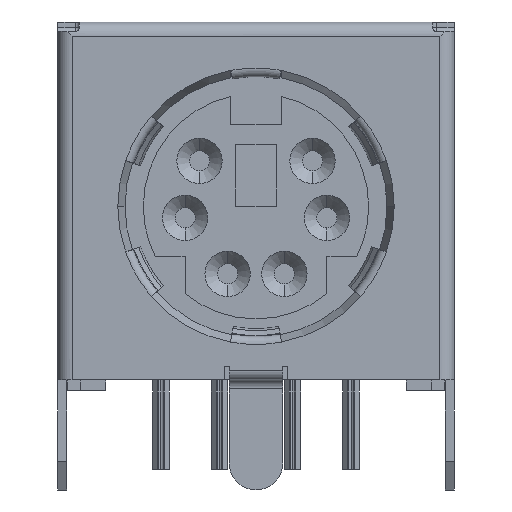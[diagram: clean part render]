
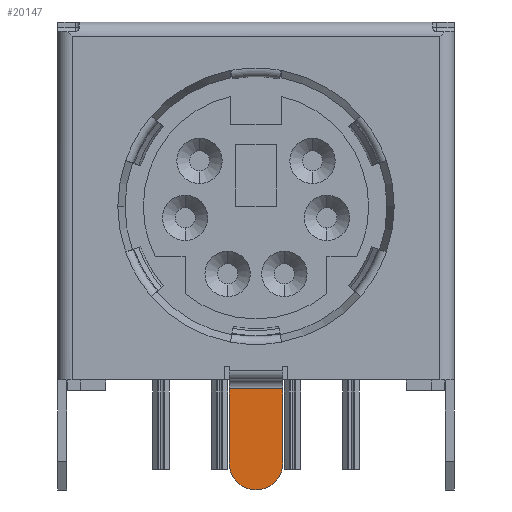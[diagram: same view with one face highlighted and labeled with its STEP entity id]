
A CAD part, front view. The second image highlights one B-rep face of the part: STEP entity #20147.
In plain terms, the highlighted planar face has unit normal (0, -1, 0).
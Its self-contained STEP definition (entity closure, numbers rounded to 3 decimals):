
#7875 = PLANE('',#7876);
#7876 = AXIS2_PLACEMENT_3D('',#7877,#7878,#7879);
#7877 = CARTESIAN_POINT('',(-0.953,-1.41,0.379));
#7878 = DIRECTION('',(-1.,0.,0.));
#7879 = DIRECTION('',(0.,-1.,0.));
#7903 = CYLINDRICAL_SURFACE('',#7904,0.32);
#7904 = AXIS2_PLACEMENT_3D('',#7905,#7906,#7907);
#7905 = CARTESIAN_POINT('',(1.007,-2.05,0.059));
#7906 = DIRECTION('',(1.,0.,0.));
#7907 = DIRECTION('',(0.,0.,1.));
#7931 = PLANE('',#7932);
#7932 = AXIS2_PLACEMENT_3D('',#7933,#7934,#7935);
#7933 = CARTESIAN_POINT('',(0.953,-1.41,-2.55));
#7934 = DIRECTION('',(1.,0.,0.));
#7935 = DIRECTION('',(0.,0.,1.));
#19863 = VERTEX_POINT('',#19864);
#19864 = CARTESIAN_POINT('',(0.953,-1.73,0.059));
#19890 = EDGE_CURVE('',#19891,#19863,#19893,.T.);
#19891 = VERTEX_POINT('',#19892);
#19892 = CARTESIAN_POINT('',(0.953,-1.73,-2.55));
#19893 = SURFACE_CURVE('',#19894,(#19898,#19905),.PCURVE_S1.);
#19894 = LINE('',#19895,#19896);
#19895 = CARTESIAN_POINT('',(0.953,-1.73,-2.55));
#19896 = VECTOR('',#19897,1.);
#19897 = DIRECTION('',(0.,0.,1.));
#19898 = PCURVE('',#7931,#19899);
#19899 = DEFINITIONAL_REPRESENTATION('',(#19900),#19904);
#19900 = LINE('',#19901,#19902);
#19901 = CARTESIAN_POINT('',(0.,0.32));
#19902 = VECTOR('',#19903,1.);
#19903 = DIRECTION('',(1.,0.));
#19904 = ( GEOMETRIC_REPRESENTATION_CONTEXT(2) 
PARAMETRIC_REPRESENTATION_CONTEXT() REPRESENTATION_CONTEXT('2D SPACE',''
  ) );
#19905 = PCURVE('',#19906,#19911);
#19906 = PLANE('',#19907);
#19907 = AXIS2_PLACEMENT_3D('',#19908,#19909,#19910);
#19908 = CARTESIAN_POINT('',(-7.,-1.73,6.505));
#19909 = DIRECTION('',(0.,-1.,0.));
#19910 = DIRECTION('',(1.,0.,0.));
#19911 = DEFINITIONAL_REPRESENTATION('',(#19912),#19916);
#19912 = LINE('',#19913,#19914);
#19913 = CARTESIAN_POINT('',(7.953,-9.055));
#19914 = VECTOR('',#19915,1.);
#19915 = DIRECTION('',(0.,1.));
#19916 = ( GEOMETRIC_REPRESENTATION_CONTEXT(2) 
PARAMETRIC_REPRESENTATION_CONTEXT() REPRESENTATION_CONTEXT('2D SPACE',''
  ) );
#19934 = CYLINDRICAL_SURFACE('',#19935,0.953);
#19935 = AXIS2_PLACEMENT_3D('',#19936,#19937,#19938);
#19936 = CARTESIAN_POINT('',(0.,-1.41,-2.55));
#19937 = DIRECTION('',(0.,1.,0.));
#19938 = DIRECTION('',(1.,0.,0.));
#20048 = VERTEX_POINT('',#20049);
#20049 = CARTESIAN_POINT('',(-0.953,-1.73,-2.55));
#20070 = EDGE_CURVE('',#20071,#20048,#20073,.T.);
#20071 = VERTEX_POINT('',#20072);
#20072 = CARTESIAN_POINT('',(-0.953,-1.73,0.059));
#20073 = SURFACE_CURVE('',#20074,(#20078,#20085),.PCURVE_S1.);
#20074 = LINE('',#20075,#20076);
#20075 = CARTESIAN_POINT('',(-0.953,-1.73,0.059));
#20076 = VECTOR('',#20077,1.);
#20077 = DIRECTION('',(0.,0.,-1.));
#20078 = PCURVE('',#7875,#20079);
#20079 = DEFINITIONAL_REPRESENTATION('',(#20080),#20084);
#20080 = LINE('',#20081,#20082);
#20081 = CARTESIAN_POINT('',(0.32,-0.32));
#20082 = VECTOR('',#20083,1.);
#20083 = DIRECTION('',(0.,-1.));
#20084 = ( GEOMETRIC_REPRESENTATION_CONTEXT(2) 
PARAMETRIC_REPRESENTATION_CONTEXT() REPRESENTATION_CONTEXT('2D SPACE',''
  ) );
#20085 = PCURVE('',#19906,#20086);
#20086 = DEFINITIONAL_REPRESENTATION('',(#20087),#20091);
#20087 = LINE('',#20088,#20089);
#20088 = CARTESIAN_POINT('',(6.048,-6.447));
#20089 = VECTOR('',#20090,1.);
#20090 = DIRECTION('',(0.,-1.));
#20091 = ( GEOMETRIC_REPRESENTATION_CONTEXT(2) 
PARAMETRIC_REPRESENTATION_CONTEXT() REPRESENTATION_CONTEXT('2D SPACE',''
  ) );
#20126 = EDGE_CURVE('',#19863,#20071,#20127,.T.);
#20127 = SURFACE_CURVE('',#20128,(#20132,#20139),.PCURVE_S1.);
#20128 = LINE('',#20129,#20130);
#20129 = CARTESIAN_POINT('',(0.953,-1.73,0.059));
#20130 = VECTOR('',#20131,1.);
#20131 = DIRECTION('',(-1.,0.,0.));
#20132 = PCURVE('',#7903,#20133);
#20133 = DEFINITIONAL_REPRESENTATION('',(#20134),#20138);
#20134 = LINE('',#20135,#20136);
#20135 = CARTESIAN_POINT('',(4.712,-0.055));
#20136 = VECTOR('',#20137,1.);
#20137 = DIRECTION('',(0.,-1.));
#20138 = ( GEOMETRIC_REPRESENTATION_CONTEXT(2) 
PARAMETRIC_REPRESENTATION_CONTEXT() REPRESENTATION_CONTEXT('2D SPACE',''
  ) );
#20139 = PCURVE('',#19906,#20140);
#20140 = DEFINITIONAL_REPRESENTATION('',(#20141),#20145);
#20141 = LINE('',#20142,#20143);
#20142 = CARTESIAN_POINT('',(7.953,-6.447));
#20143 = VECTOR('',#20144,1.);
#20144 = DIRECTION('',(-1.,0.));
#20145 = ( GEOMETRIC_REPRESENTATION_CONTEXT(2) 
PARAMETRIC_REPRESENTATION_CONTEXT() REPRESENTATION_CONTEXT('2D SPACE',''
  ) );
#20147 = ADVANCED_FACE('',(#20148),#19906,.T.);
#20148 = FACE_BOUND('',#20149,.T.);
#20149 = EDGE_LOOP('',(#20150,#20151,#20173,#20174));
#20150 = ORIENTED_EDGE('',*,*,#20070,.T.);
#20151 = ORIENTED_EDGE('',*,*,#20152,.T.);
#20152 = EDGE_CURVE('',#20048,#19891,#20153,.T.);
#20153 = SURFACE_CURVE('',#20154,(#20159,#20166),.PCURVE_S1.);
#20154 = CIRCLE('',#20155,0.953);
#20155 = AXIS2_PLACEMENT_3D('',#20156,#20157,#20158);
#20156 = CARTESIAN_POINT('',(0.,-1.73,-2.55));
#20157 = DIRECTION('',(0.,-1.,0.));
#20158 = DIRECTION('',(-1.,0.,0.));
#20159 = PCURVE('',#19906,#20160);
#20160 = DEFINITIONAL_REPRESENTATION('',(#20161),#20165);
#20161 = CIRCLE('',#20162,0.953);
#20162 = AXIS2_PLACEMENT_2D('',#20163,#20164);
#20163 = CARTESIAN_POINT('',(7.,-9.055));
#20164 = DIRECTION('',(-1.,0.));
#20165 = ( GEOMETRIC_REPRESENTATION_CONTEXT(2) 
PARAMETRIC_REPRESENTATION_CONTEXT() REPRESENTATION_CONTEXT('2D SPACE',''
  ) );
#20166 = PCURVE('',#19934,#20167);
#20167 = DEFINITIONAL_REPRESENTATION('',(#20168),#20172);
#20168 = LINE('',#20169,#20170);
#20169 = CARTESIAN_POINT('',(3.142,-0.32));
#20170 = VECTOR('',#20171,1.);
#20171 = DIRECTION('',(-1.,0.));
#20172 = ( GEOMETRIC_REPRESENTATION_CONTEXT(2) 
PARAMETRIC_REPRESENTATION_CONTEXT() REPRESENTATION_CONTEXT('2D SPACE',''
  ) );
#20173 = ORIENTED_EDGE('',*,*,#19890,.T.);
#20174 = ORIENTED_EDGE('',*,*,#20126,.T.);
